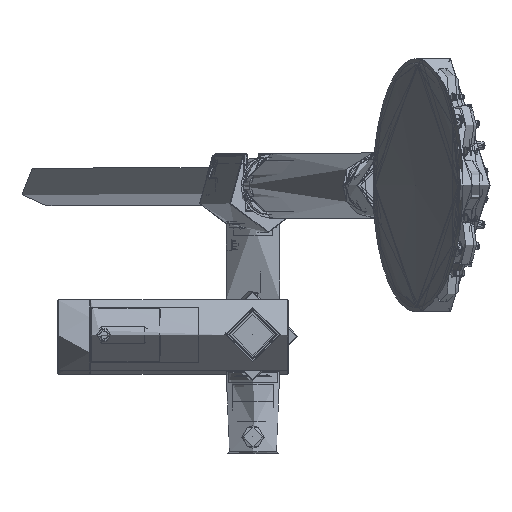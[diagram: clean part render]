
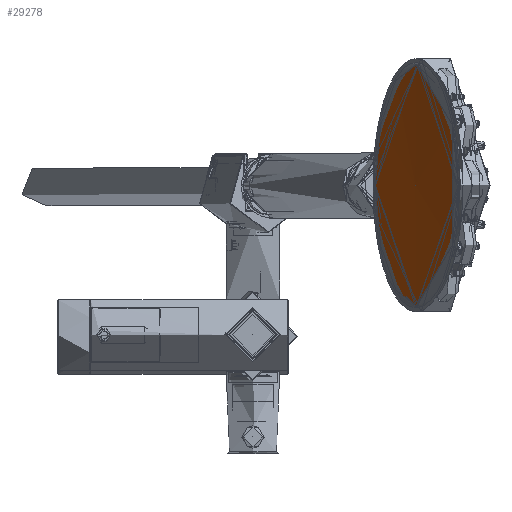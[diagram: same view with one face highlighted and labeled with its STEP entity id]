
A CAD part, top view. The second image highlights one B-rep face of the part: STEP entity #29278.
In plain terms, the highlighted spherical face has radius 2492.23 mm.
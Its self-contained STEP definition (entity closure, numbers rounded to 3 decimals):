
#336=SPHERICAL_SURFACE('',#31912,2492.228);
#9818=ORIENTED_EDGE('',*,*,#13001,.F.);
#13001=EDGE_CURVE('',#15256,#15256,#16567,.F.);
#15256=VERTEX_POINT('',#68538);
#16567=CIRCLE('',#31913,44.493);
#18933=EDGE_LOOP('',(#9818));
#21395=FACE_BOUND('',#18933,.T.);
#29278=ADVANCED_FACE('',(#21395),#336,.T.);
#31912=AXIS2_PLACEMENT_3D('',#68536,#37808,#37809);
#31913=AXIS2_PLACEMENT_3D('',#68537,#37810,#37811);
#37808=DIRECTION('',(0.,0.,-1.));
#37809=DIRECTION('',(0.,1.,0.));
#37810=DIRECTION('',(0.,0.,1.));
#37811=DIRECTION('',(1.,0.,0.));
#68536=CARTESIAN_POINT('',(0.,0.,-2489.63));
#68537=CARTESIAN_POINT('',(0.,0.,2.201));
#68538=CARTESIAN_POINT('',(44.493,0.,2.201));
